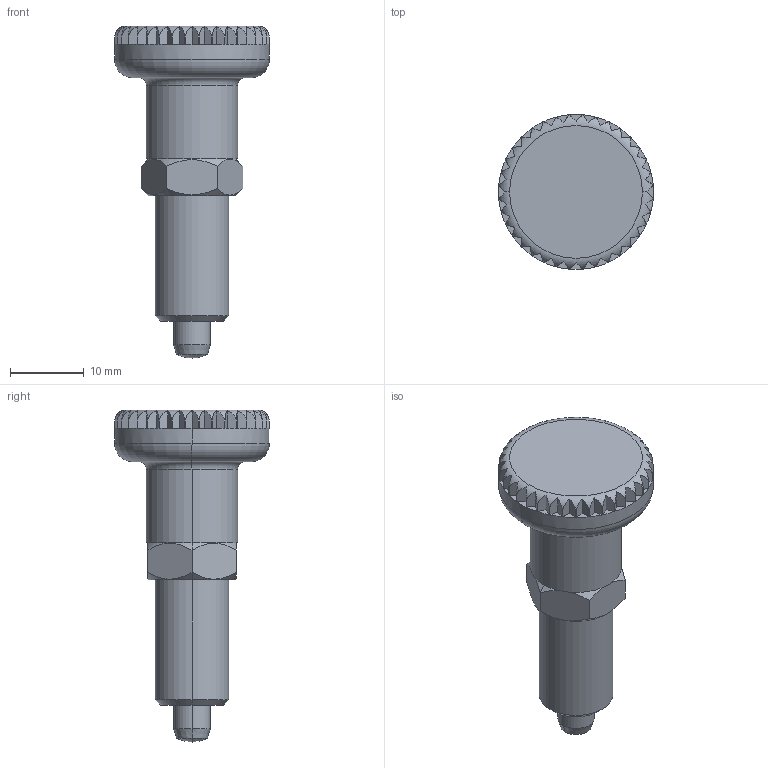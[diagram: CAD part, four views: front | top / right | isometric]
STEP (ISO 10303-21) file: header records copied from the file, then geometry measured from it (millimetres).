
FILE_DESCRIPTION(('STEP AP214'),'1');
FILE_NAME(' ',' ',('TraceParts'),('TraceParts S.A.'),'XStep 1.0',' ',' ');
FILE_SCHEMA(('automotive_design'));
Length unit declared in the file: millimetre
Products named in the file (2): 1; 2
Bounding box: 21 x 21 x 45 mm (x, y, z)
Volume: 5949.9 mm3; surface area: 2966.1 mm2
Topology: 2 solids, 2 shells, 147 faces, 404 edges, 263 vertices
Faces by surface type: plane 121, cylinder 10, cone 8, torus 6, sphere 2
Entity records: 10122 total; most frequent: CARTESIAN_POINT 1918, STYLED_ITEM 814, PRESENTATION_STYLE_ASSIGNMENT 814, COLOUR_RGB 814, ORIENTED_EDGE 804, DIRECTION 730, EDGE_CURVE 402, CURVE_STYLE 402
